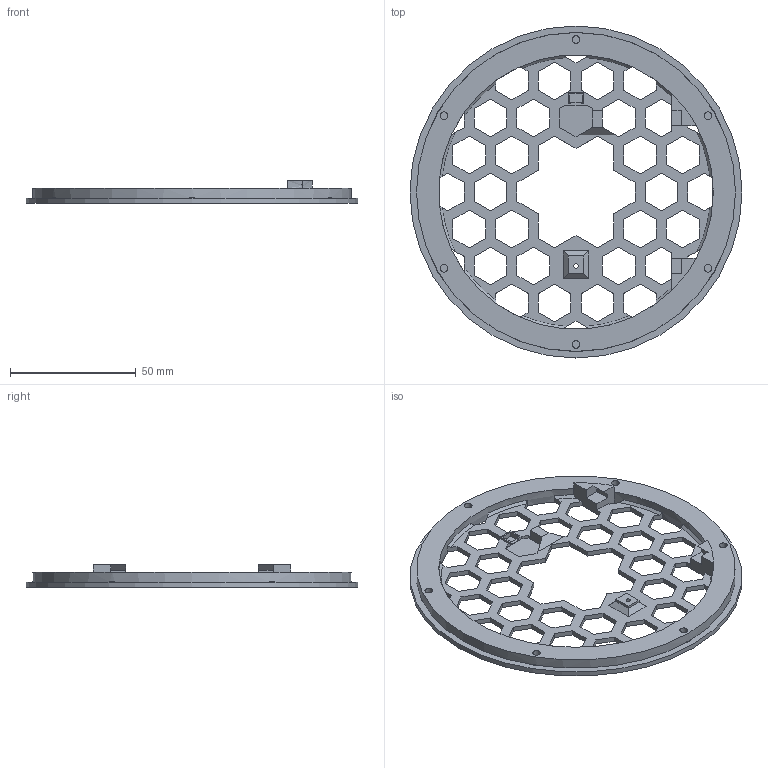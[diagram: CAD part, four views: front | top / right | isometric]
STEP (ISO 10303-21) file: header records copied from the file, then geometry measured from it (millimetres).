
FILE_DESCRIPTION(/* description */ (''),/* implementation_level */ '2;1');
FILE_NAME(/* name */ 'PTZ Pan Mount Bearing Clamp v5.step',/* time_stamp */ '2020-12-13T18:32:36+00:00',/* author */ (''),/* organization */ (''),/* preprocessor_version */ 'ST-DEVELOPER v18.1',/* originating_system */ 'Autodesk Translation Framework v9.7.0.1280',/* authorisation */ '');
FILE_SCHEMA (('AUTOMOTIVE_DESIGN { 1 0 10303 214 3 1 1 }'));
Length unit declared in the file: millimetre
Products named in the file (1): PTZ Pan Mount Bearing Clamp
Bounding box: 132 x 132 x 8.9 mm (x, y, z)
Volume: 30057.6 mm3; surface area: 24345.2 mm2
Topology: 1 solids, 1 shells, 305 faces, 912 edges, 594 vertices
Faces by surface type: plane 264, cylinder 29, cone 12
Full cylindrical faces by diameter (mm): 1.8 x1, 3.1 x6, 6 x6, 126.8 x1, 132 x1
Entity records: 10298 total; most frequent: CARTESIAN_POINT 1860, ORIENTED_EDGE 1824, DIRECTION 1616, EDGE_CURVE 912, LINE 772, VECTOR 772, VERTEX_POINT 594, AXIS2_PLACEMENT_3D 422
